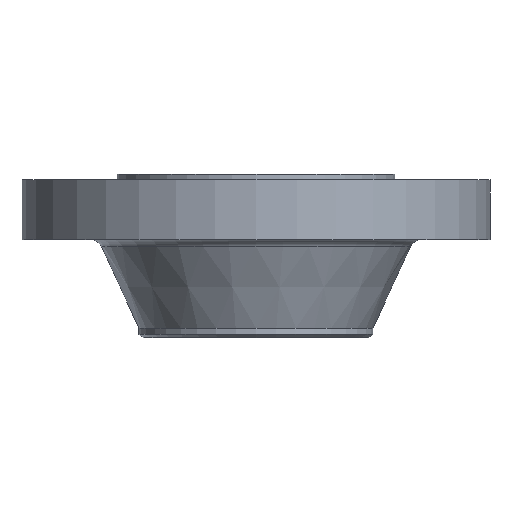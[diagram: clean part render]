
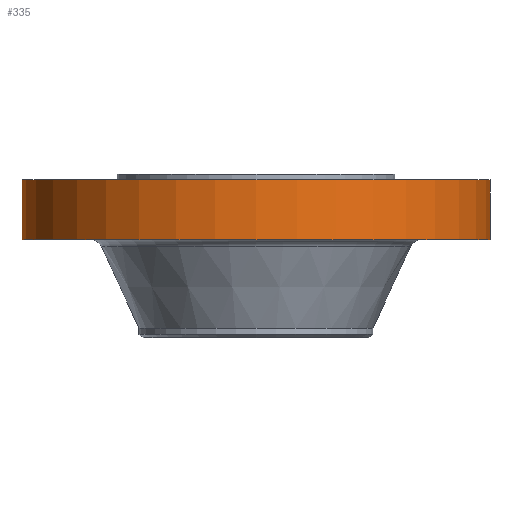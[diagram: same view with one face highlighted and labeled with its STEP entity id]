
A CAD part, front view. The second image highlights one B-rep face of the part: STEP entity #335.
In plain terms, the highlighted cylindrical face has radius 273.05 mm (diameter 546.1 mm), a partial arc.
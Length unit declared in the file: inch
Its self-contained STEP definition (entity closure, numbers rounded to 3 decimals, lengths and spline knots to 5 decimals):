
#33 = ORIENTED_EDGE ( 'NONE', *, *, #316, .F. ) ;
#36 = VECTOR ( 'NONE', #1297, 39.37008 ) ;
#109 = EDGE_CURVE ( 'NONE', #978, #1584, #135, .T. ) ;
#135 = LINE ( 'NONE', #531, #36 ) ;
#164 = CARTESIAN_POINT ( 'NONE',  ( -10.75, 0., -0.25 ) ) ;
#182 = ORIENTED_EDGE ( 'NONE', *, *, #450, .F. ) ;
#307 = FACE_OUTER_BOUND ( 'NONE', #326, .T. ) ;
#316 = EDGE_CURVE ( 'NONE', #1478, #1357, #845, .T. ) ;
#326 = EDGE_LOOP ( 'NONE', ( #33, #395, #1156, #182 ) ) ;
#335 = ADVANCED_FACE ( 'NONE', ( #307 ), #854, .T. ) ;
#395 = ORIENTED_EDGE ( 'NONE', *, *, #559, .T. ) ;
#404 = AXIS2_PLACEMENT_3D ( 'NONE', #656, #1184, #794 ) ;
#450 = EDGE_CURVE ( 'NONE', #1357, #1584, #1023, .T. ) ;
#456 = CARTESIAN_POINT ( 'NONE',  ( -10.75, 0., 0. ) ) ;
#531 = CARTESIAN_POINT ( 'NONE',  ( 10.75, 0., 0. ) ) ;
#553 = DIRECTION ( 'NONE',  ( 0., 0., 1. ) ) ;
#555 = CARTESIAN_POINT ( 'NONE',  ( 0., 0., -3. ) ) ;
#559 = EDGE_CURVE ( 'NONE', #1478, #978, #1349, .T. ) ;
#656 = CARTESIAN_POINT ( 'NONE',  ( 0., 0., -0.25 ) ) ;
#794 = DIRECTION ( 'NONE',  ( 1., 0., 0. ) ) ;
#826 = CARTESIAN_POINT ( 'NONE',  ( -10.75, 0., -3. ) ) ;
#845 = LINE ( 'NONE', #456, #1728 ) ;
#854 = CYLINDRICAL_SURFACE ( 'NONE', #1132, 10.75 ) ;
#978 = VERTEX_POINT ( 'NONE', #1504 ) ;
#1023 = CIRCLE ( 'NONE', #404, 10.75 ) ;
#1078 = DIRECTION ( 'NONE',  ( 1., 0., 0. ) ) ;
#1132 = AXIS2_PLACEMENT_3D ( 'NONE', #1374, #1242, #1078 ) ;
#1156 = ORIENTED_EDGE ( 'NONE', *, *, #109, .T. ) ;
#1181 = CARTESIAN_POINT ( 'NONE',  ( 10.75, 0., -0.25 ) ) ;
#1184 = DIRECTION ( 'NONE',  ( 0., 0., 1. ) ) ;
#1242 = DIRECTION ( 'NONE',  ( 0., 0., 1. ) ) ;
#1297 = DIRECTION ( 'NONE',  ( 0., 0., 1. ) ) ;
#1349 = CIRCLE ( 'NONE', #1428, 10.75 ) ;
#1357 = VERTEX_POINT ( 'NONE', #164 ) ;
#1374 = CARTESIAN_POINT ( 'NONE',  ( 0., 0., 0. ) ) ;
#1428 = AXIS2_PLACEMENT_3D ( 'NONE', #555, #1571, #1437 ) ;
#1437 = DIRECTION ( 'NONE',  ( 1., 0., 0. ) ) ;
#1478 = VERTEX_POINT ( 'NONE', #826 ) ;
#1504 = CARTESIAN_POINT ( 'NONE',  ( 10.75, 0., -3. ) ) ;
#1571 = DIRECTION ( 'NONE',  ( 0., 0., 1. ) ) ;
#1584 = VERTEX_POINT ( 'NONE', #1181 ) ;
#1728 = VECTOR ( 'NONE', #553, 39.37008 ) ;
